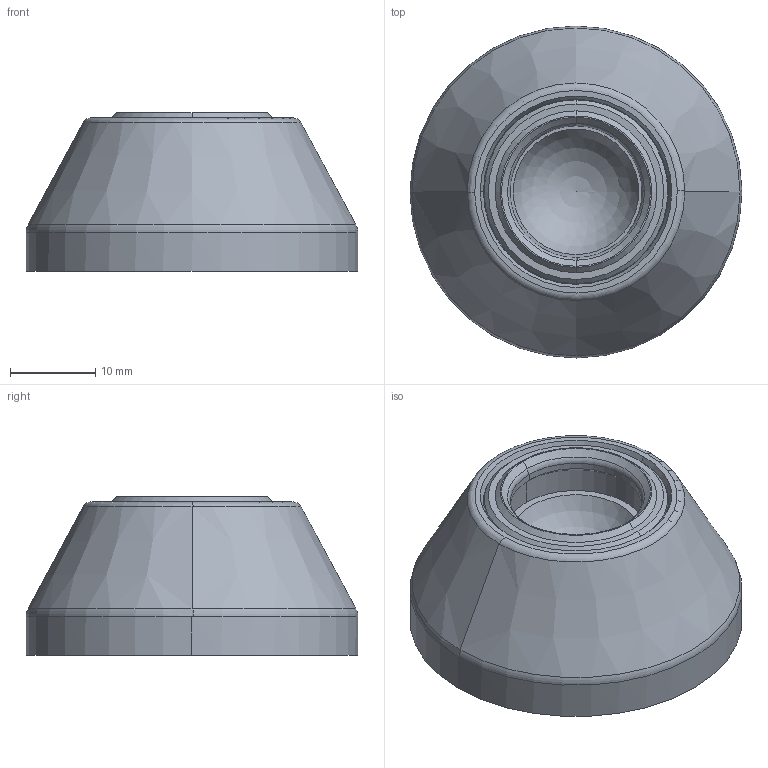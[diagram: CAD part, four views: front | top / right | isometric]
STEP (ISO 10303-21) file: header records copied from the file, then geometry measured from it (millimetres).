
FILE_DESCRIPTION (( 'STEP AP203' ), '1' );
FILE_NAME ('3_842_536_695_Bosch.step', '2024-06-10T08:10:05', ( '' ), ( '' ), 'SwSTEP 2.0', 'SolidWorks 2014', '' );
FILE_SCHEMA (( 'CONFIG_CONTROL_DESIGN' ));
Length unit declared in the file: millimetre
Products named in the file (1): 3_842_536_695_Bosch
Bounding box: 39 x 39 x 18.6 mm (x, y, z)
Volume: 12839.7 mm3; surface area: 5096.3 mm2
Topology: 1 solids, 3 shells, 57 faces, 130 edges, 83 vertices
Faces by surface type: cylinder 18, cone 18, torus 10, plane 10, sphere 1
Entity records: 1715 total; most frequent: DIRECTION 336, CARTESIAN_POINT 268, ORIENTED_EDGE 256, AXIS2_PLACEMENT_3D 150, EDGE_CURVE 128, CIRCLE 92, VERTEX_POINT 82, EDGE_LOOP 66
